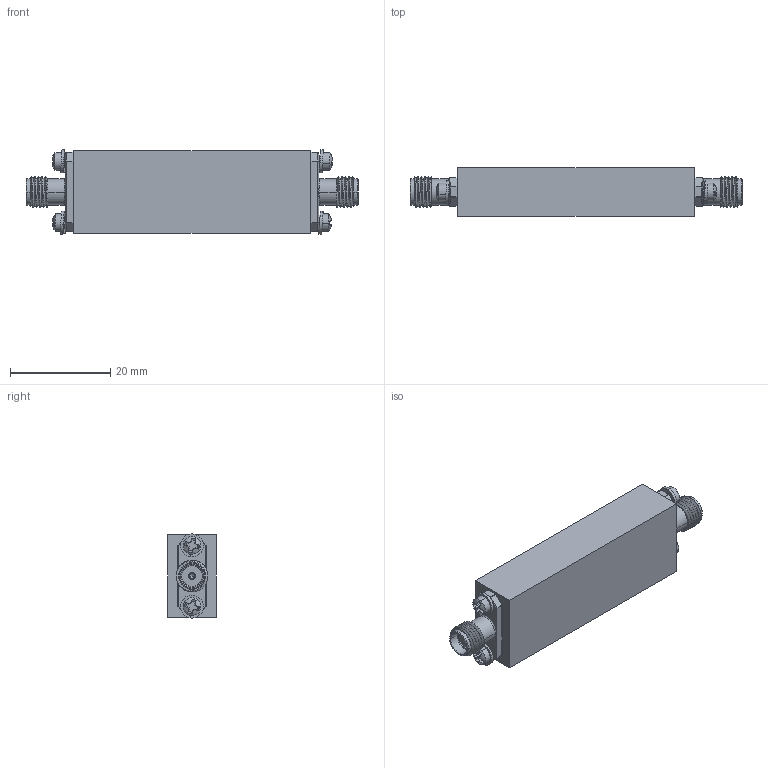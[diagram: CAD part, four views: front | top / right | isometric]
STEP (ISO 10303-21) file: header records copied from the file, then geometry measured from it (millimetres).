
FILE_DESCRIPTION (( 'STEP AP214' ), '1' );
FILE_NAME ('LM-10M2D5G-100CW-1KWP-SFF Assembly.STEP', '2021-05-27T20:32:19', ( '' ), ( '' ), 'SwSTEP 2.0', 'SolidWorks 2014', '' );
FILE_SCHEMA (( 'AUTOMOTIVE_DESIGN' ));
Length unit declared in the file: millimetre
Products named in the file (5): 2-56 Split Lock Washer_92147A410; LM-10M2D5G-100CW-1KWP-SFF; LM-10M2D5G-100CW-1KWP-SFF Assembly; PL80-099; 2-56 Phillips Fillister Screw -  0.25 Inch_91737A051
Assembly tree (11 placements, depth 2):
  LM-10M2D5G-100CW-1KWP-SFF Assembly
    LM-10M2D5G-100CW-1KWP-SFF
    PL80-099  x2
    2-56 Phillips Fillister Screw -  0.25 Inch_91737A051  x4
    2-56 Split Lock Washer_92147A410  x4
Bounding box: 66.29 x 9.65 x 16.79 mm (x, y, z)
Volume: 8178.4 mm3; surface area: 4461.9 mm2
Topology: 15 solids, 15 shells, 606 faces, 1508 edges, 906 vertices
Faces by surface type: cylinder 274, plane 136, torus 80, cone 48, sphere 40, bspline 28
Entity records: 11536 total; most frequent: CARTESIAN_POINT 4134, DIRECTION 1185, ORIENTED_EDGE 1116, EDGE_CURVE 558, AXIS2_PLACEMENT_3D 496, VERTEX_POINT 338, EDGE_LOOP 262, CIRCLE 247
